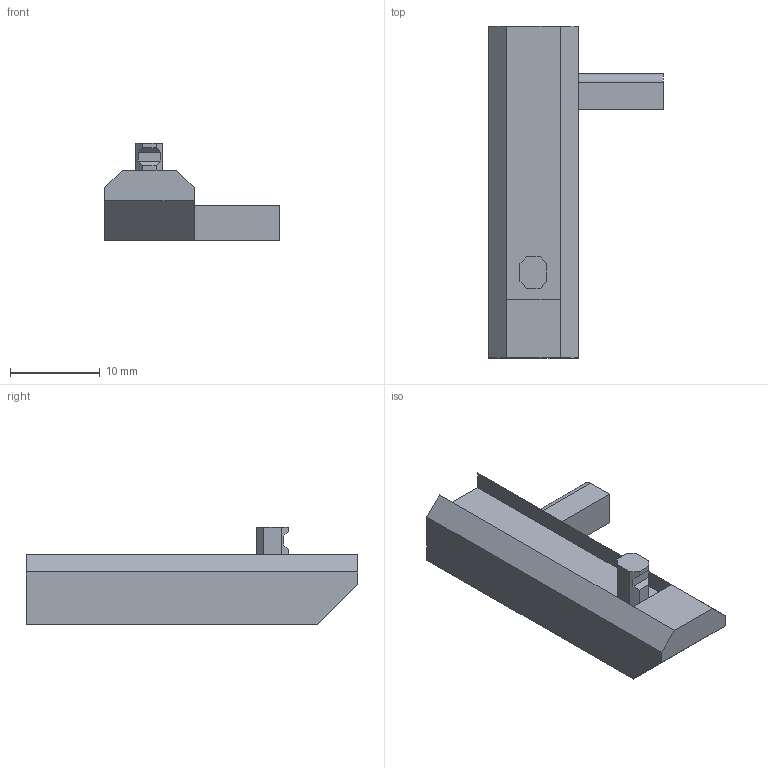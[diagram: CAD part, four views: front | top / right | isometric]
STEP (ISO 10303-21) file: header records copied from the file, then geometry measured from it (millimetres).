
FILE_DESCRIPTION(/* description */ (''),/* implementation_level */ '2;1');
FILE_NAME(/* name */ 'Pusher.step',/* time_stamp */ '2019-01-14T18:22:41-06:00',/* author */ (''),/* organization */ (''),/* preprocessor_version */ 'ST-DEVELOPER v17.2',/* originating_system */ 'Autodesk Translation Framework v7.6.0.251',/* authorisation */ '');
FILE_SCHEMA (('AUTOMOTIVE_DESIGN { 1 0 10303 214 3 1 1 }'));
Length unit declared in the file: millimetre
Products named in the file (1): Pusher
Bounding box: 19.5 x 37 x 10.9 mm (x, y, z)
Volume: 2010.8 mm3; surface area: 2018.4 mm2
Topology: 1 solids, 1 shells, 50 faces, 139 edges, 92 vertices
Faces by surface type: plane 48, cylinder 2
Entity records: 1611 total; most frequent: CARTESIAN_POINT 282, ORIENTED_EDGE 278, DIRECTION 245, EDGE_CURVE 139, LINE 135, VECTOR 135, VERTEX_POINT 92, AXIS2_PLACEMENT_3D 55
